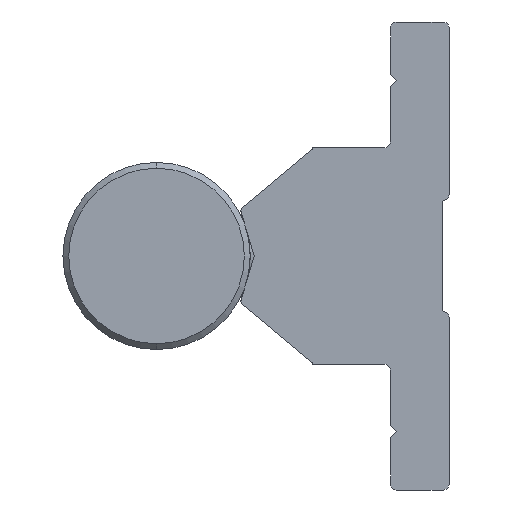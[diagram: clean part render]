
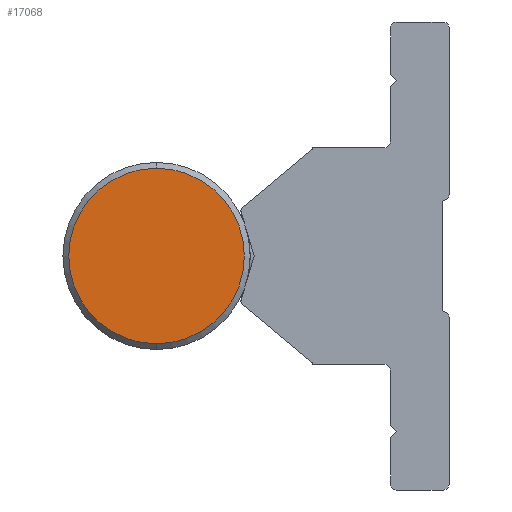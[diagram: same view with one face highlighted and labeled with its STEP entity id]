
A CAD part, left-side view. The second image highlights one B-rep face of the part: STEP entity #17068.
In plain terms, the highlighted planar face has unit normal (-1, 0, 0).
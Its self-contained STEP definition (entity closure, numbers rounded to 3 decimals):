
#608 = CIRCLE ( 'NONE', #21744, 7.5 ) ;
#2135 = DIRECTION ( 'NONE',  ( -1., 0., 0. ) ) ;
#2234 = DIRECTION ( 'NONE',  ( -1., 0., 0. ) ) ;
#4327 = EDGE_CURVE ( 'NONE', #23568, #6336, #16696, .T. ) ;
#6336 = VERTEX_POINT ( 'NONE', #7533 ) ;
#7342 = DIRECTION ( 'NONE',  ( 0., 0., 1. ) ) ;
#7533 = CARTESIAN_POINT ( 'NONE',  ( -875., 0., -7.5 ) ) ;
#7534 = AXIS2_PLACEMENT_3D ( 'NONE', #11615, #2135, #7959 ) ;
#7959 = DIRECTION ( 'NONE',  ( 0., 0., 1. ) ) ;
#11371 = CARTESIAN_POINT ( 'NONE',  ( -875., 0., 7.5 ) ) ;
#11615 = CARTESIAN_POINT ( 'NONE',  ( -875., -25., -500. ) ) ;
#11642 = DIRECTION ( 'NONE',  ( 0., 0., 1. ) ) ;
#12562 = FACE_OUTER_BOUND ( 'NONE', #15853, .T. ) ;
#12725 = AXIS2_PLACEMENT_3D ( 'NONE', #23070, #2234, #11642 ) ;
#12990 = DIRECTION ( 'NONE',  ( -1., 0., 0. ) ) ;
#14281 = ORIENTED_EDGE ( 'NONE', *, *, #15017, .T. ) ;
#15017 = EDGE_CURVE ( 'NONE', #6336, #23568, #608, .T. ) ;
#15853 = EDGE_LOOP ( 'NONE', ( #14281, #19326 ) ) ;
#16696 = CIRCLE ( 'NONE', #12725, 7.5 ) ;
#17068 = ADVANCED_FACE ( 'NONE', ( #12562 ), #19309, .T. ) ;
#19309 = PLANE ( 'NONE',  #7534 ) ;
#19326 = ORIENTED_EDGE ( 'NONE', *, *, #4327, .T. ) ;
#21744 = AXIS2_PLACEMENT_3D ( 'NONE', #22439, #12990, #7342 ) ;
#22439 = CARTESIAN_POINT ( 'NONE',  ( -875., 0., 0. ) ) ;
#23070 = CARTESIAN_POINT ( 'NONE',  ( -875., 0., 0. ) ) ;
#23568 = VERTEX_POINT ( 'NONE', #11371 ) ;
